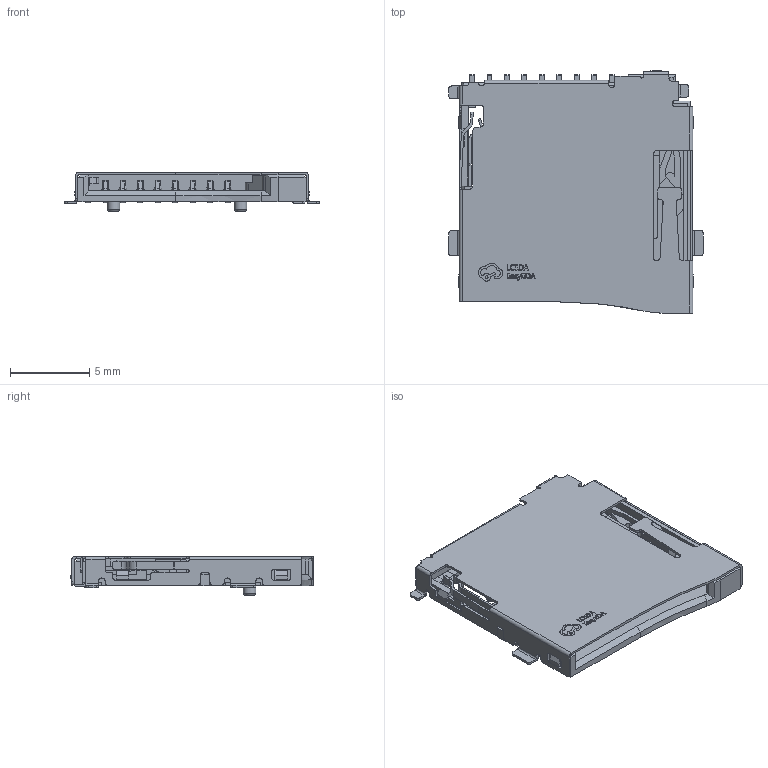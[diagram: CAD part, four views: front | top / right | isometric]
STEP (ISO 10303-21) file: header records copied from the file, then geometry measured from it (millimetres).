
FILE_DESCRIPTION(/* description */ (''),/* implementation_level */ '2;1');
FILE_NAME(/* name */ '3D_PCB1_2023-02-25.step',/* time_stamp */ '2023-02-25T11:36:11+08:00',/* author */ (''),/* organization */ (''),/* preprocessor_version */ 'ST-DEVELOPER v19.2',/* originating_system */ 'Autodesk Translation Framework v11.17.0.187',/* authorisation */ '');
FILE_SCHEMA (('AUTOMOTIVE_DESIGN { 1 0 10303 214 3 1 1 }'));
Length unit declared in the file: millimetre
Products named in the file (4): (Unsaved); CARD1; TF-SMD_TF-01A; COMPOUND (1)
Assembly tree (3 placements, depth 4):
  (Unsaved)
    CARD1
      TF-SMD_TF-01A
        COMPOUND (1)
Bounding box: 16 x 15.25 x 2.45 mm (x, y, z)
Volume: 188.6 mm3; surface area: 1019.7 mm2
Topology: 20 solids, 20 shells, 1231 faces, 3264 edges, 2088 vertices
Faces by surface type: plane 798, bspline 277, cylinder 122, torus 34
Full cylindrical faces by diameter (mm): 0.8 x2
Entity records: 49022 total; most frequent: CARTESIAN_POINT 18579, ORIENTED_EDGE 6528, DIRECTION 5137, EDGE_CURVE 3264, LINE 2417, VECTOR 2417, VERTEX_POINT 2088, AXIS2_PLACEMENT_3D 1360
